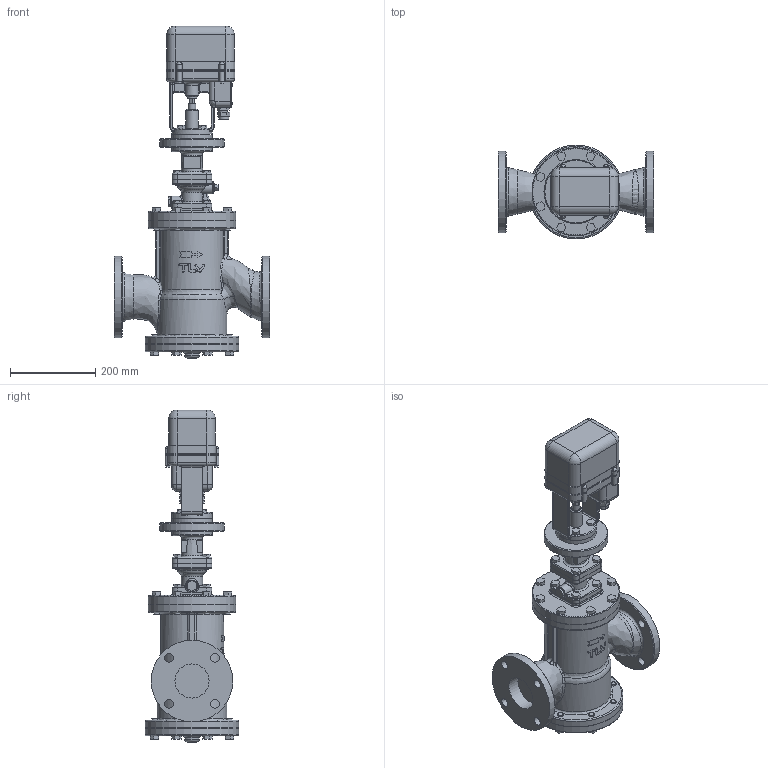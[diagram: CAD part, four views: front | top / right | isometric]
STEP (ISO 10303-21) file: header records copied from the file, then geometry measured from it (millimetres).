
FILE_DESCRIPTION(/* description */ (''),/* implementation_level */ '2;1');
FILE_NAME(/* name */ 'ccr16-080-a0125-00.stp',/* time_stamp */ '2018-01-11T09:32:31+09:00',/* author */ ('nakaot'),/* organization */ (''),/* preprocessor_version */ 'ST-DEVELOPER v15.6',/* originating_system */ 'Autodesk Inventor 2015',/* authorisation */ '');
FILE_SCHEMA (('CONFIG_CONTROL_DESIGN'));
Length unit declared in the file: millimetre
Products named in the file (1): ccr16-080-a0125-00
Bounding box: 365 x 220 x 778 mm (x, y, z)
Volume: 13626095.7 mm3; surface area: 888143.8 mm2
Topology: 1 solids, 1 shells, 1068 faces, 2631 edges, 1642 vertices
Faces by surface type: plane 569, cylinder 295, bspline 94, torus 90, sphere 12, cone 8
Full cylindrical faces by diameter (mm): 5.5 x4, 5.9 x4, 6 x4, 10 x12, 12 x32, 17 x1, 18 x1, 20 x10, 21 x1, 21.819 x1, 23 x1, 24 x2, 30 x2, 32 x1, 34 x1, 35.809 x1, 45.543 x1, 62.635 x1, 69.584 x1, 80 x2, 95 x3, 135.233 x1, 150 x1, 162.771 x1, 191 x2, 206 x2, 220 x2
Entity records: 36885 total; most frequent: CARTESIAN_POINT 12538, ORIENTED_EDGE 4914, DIRECTION 4909, EDGE_CURVE 2457, AXIS2_PLACEMENT_3D 1778, VERTEX_POINT 1619, EDGE_LOOP 1356, LINE 1353
